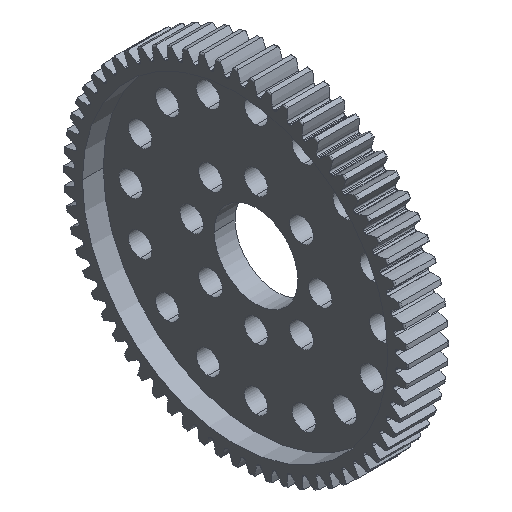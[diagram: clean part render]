
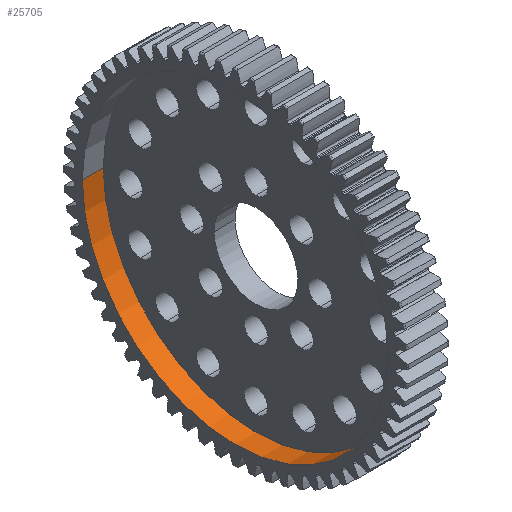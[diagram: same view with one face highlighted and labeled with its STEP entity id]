
A CAD part, isometric view. The second image highlights one B-rep face of the part: STEP entity #25705.
In plain terms, the highlighted cylindrical face has radius 23.212 mm (diameter 46.424 mm), a partial arc.
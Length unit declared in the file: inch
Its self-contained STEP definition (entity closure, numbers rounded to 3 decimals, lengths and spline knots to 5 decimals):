
#141 = DIRECTION ( 'NONE',  ( -1., 0., 0. ) ) ;
#463 = CARTESIAN_POINT ( 'NONE',  ( -0.125, -0.91385, 0. ) ) ;
#1959 = DIRECTION ( 'NONE',  ( 0., -1., 0. ) ) ;
#2000 = CARTESIAN_POINT ( 'NONE',  ( 0., -0.91385, 0. ) ) ;
#3495 = DIRECTION ( 'NONE',  ( -1., 0., 0. ) ) ;
#4767 = VERTEX_POINT ( 'NONE', #2000 ) ;
#4914 = LINE ( 'NONE', #12066, #25562 ) ;
#5305 = VERTEX_POINT ( 'NONE', #463 ) ;
#6843 = ORIENTED_EDGE ( 'NONE', *, *, #11450, .F. ) ;
#8692 = CIRCLE ( 'NONE', #9559, 0.91385 ) ;
#8930 = CIRCLE ( 'NONE', #11182, 0.91385 ) ;
#9363 = DIRECTION ( 'NONE',  ( -1., 0., 0. ) ) ;
#9559 = AXIS2_PLACEMENT_3D ( 'NONE', #25901, #13887, #1959 ) ;
#9822 = CARTESIAN_POINT ( 'NONE',  ( 0., 0.91385, 0. ) ) ;
#11182 = AXIS2_PLACEMENT_3D ( 'NONE', #15434, #3495, #17474 ) ;
#11450 = EDGE_CURVE ( 'NONE', #4767, #5305, #22900, .T. ) ;
#12066 = CARTESIAN_POINT ( 'NONE',  ( 0., 0.91385, 0. ) ) ;
#12194 = VECTOR ( 'NONE', #16791, 39.37008 ) ;
#12537 = ORIENTED_EDGE ( 'NONE', *, *, #19327, .T. ) ;
#12830 = CARTESIAN_POINT ( 'NONE',  ( 0., -0.91385, 0. ) ) ;
#13486 = EDGE_LOOP ( 'NONE', ( #20420, #25746, #12537, #6843 ) ) ;
#13887 = DIRECTION ( 'NONE',  ( -1., 0., 0. ) ) ;
#13983 = CARTESIAN_POINT ( 'NONE',  ( -0.125, 0.91385, 0. ) ) ;
#14528 = FACE_OUTER_BOUND ( 'NONE', #13486, .T. ) ;
#15434 = CARTESIAN_POINT ( 'NONE',  ( -0.125, 0., 0. ) ) ;
#15607 = AXIS2_PLACEMENT_3D ( 'NONE', #25409, #9363, #21388 ) ;
#16637 = VERTEX_POINT ( 'NONE', #9822 ) ;
#16791 = DIRECTION ( 'NONE',  ( -1., 0., 0. ) ) ;
#17174 = EDGE_CURVE ( 'NONE', #16637, #4767, #8692, .T. ) ;
#17474 = DIRECTION ( 'NONE',  ( 0., -1., 0. ) ) ;
#19264 = CYLINDRICAL_SURFACE ( 'NONE', #15607, 0.91385 ) ;
#19327 = EDGE_CURVE ( 'NONE', #22886, #5305, #8930, .T. ) ;
#20420 = ORIENTED_EDGE ( 'NONE', *, *, #17174, .F. ) ;
#21388 = DIRECTION ( 'NONE',  ( 0., -1., 0. ) ) ;
#22886 = VERTEX_POINT ( 'NONE', #13983 ) ;
#22900 = LINE ( 'NONE', #12830, #12194 ) ;
#24539 = EDGE_CURVE ( 'NONE', #16637, #22886, #4914, .T. ) ;
#25409 = CARTESIAN_POINT ( 'NONE',  ( 0., 0., 0. ) ) ;
#25562 = VECTOR ( 'NONE', #141, 39.37008 ) ;
#25705 = ADVANCED_FACE ( 'NONE', ( #14528 ), #19264, .F. ) ;
#25746 = ORIENTED_EDGE ( 'NONE', *, *, #24539, .T. ) ;
#25901 = CARTESIAN_POINT ( 'NONE',  ( 0., 0., 0. ) ) ;
